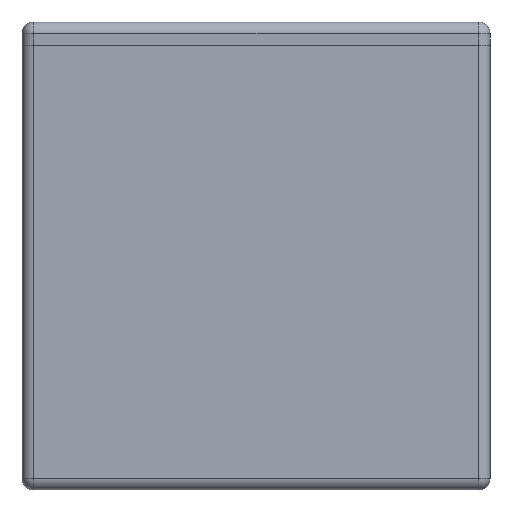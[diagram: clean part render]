
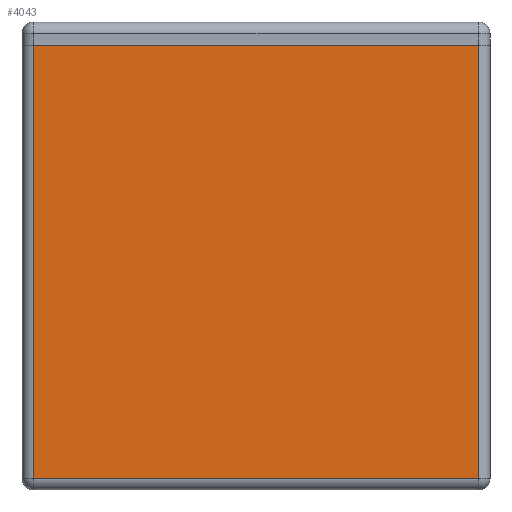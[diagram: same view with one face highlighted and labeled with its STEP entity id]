
A CAD part, left-side view. The second image highlights one B-rep face of the part: STEP entity #4043.
In plain terms, the highlighted planar face has unit normal (-1, 0, 0).
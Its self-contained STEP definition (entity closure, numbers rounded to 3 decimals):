
#3812 = VERTEX_POINT('',#3813);
#3813 = CARTESIAN_POINT('',(-20.,19.,1.));
#3822 = VERTEX_POINT('',#3823);
#3823 = CARTESIAN_POINT('',(-20.,-19.,1.));
#3830 = EDGE_CURVE('',#3812,#3822,#3831,.T.);
#3831 = LINE('',#3832,#3833);
#3832 = CARTESIAN_POINT('',(-20.,20.,1.));
#3833 = VECTOR('',#3834,1.);
#3834 = DIRECTION('',(0.,-1.,0.));
#4043 = ADVANCED_FACE('',(#4044),#4069,.T.);
#4044 = FACE_BOUND('',#4045,.T.);
#4045 = EDGE_LOOP('',(#4046,#4056,#4062,#4063));
#4046 = ORIENTED_EDGE('',*,*,#4047,.F.);
#4047 = EDGE_CURVE('',#4048,#4050,#4052,.T.);
#4048 = VERTEX_POINT('',#4049);
#4049 = CARTESIAN_POINT('',(-20.,19.,38.));
#4050 = VERTEX_POINT('',#4051);
#4051 = CARTESIAN_POINT('',(-20.,-19.,38.));
#4052 = LINE('',#4053,#4054);
#4053 = CARTESIAN_POINT('',(-20.,20.,38.));
#4054 = VECTOR('',#4055,1.);
#4055 = DIRECTION('',(0.,-1.,0.));
#4056 = ORIENTED_EDGE('',*,*,#4057,.F.);
#4057 = EDGE_CURVE('',#3812,#4048,#4058,.T.);
#4058 = LINE('',#4059,#4060);
#4059 = CARTESIAN_POINT('',(-20.,19.,0.));
#4060 = VECTOR('',#4061,1.);
#4061 = DIRECTION('',(0.,0.,1.));
#4062 = ORIENTED_EDGE('',*,*,#3830,.T.);
#4063 = ORIENTED_EDGE('',*,*,#4064,.T.);
#4064 = EDGE_CURVE('',#3822,#4050,#4065,.T.);
#4065 = LINE('',#4066,#4067);
#4066 = CARTESIAN_POINT('',(-20.,-19.,0.));
#4067 = VECTOR('',#4068,1.);
#4068 = DIRECTION('',(0.,0.,1.));
#4069 = PLANE('',#4070);
#4070 = AXIS2_PLACEMENT_3D('',#4071,#4072,#4073);
#4071 = CARTESIAN_POINT('',(-20.,0.,21.));
#4072 = DIRECTION('',(-1.,0.,0.));
#4073 = DIRECTION('',(0.,0.,-1.));
